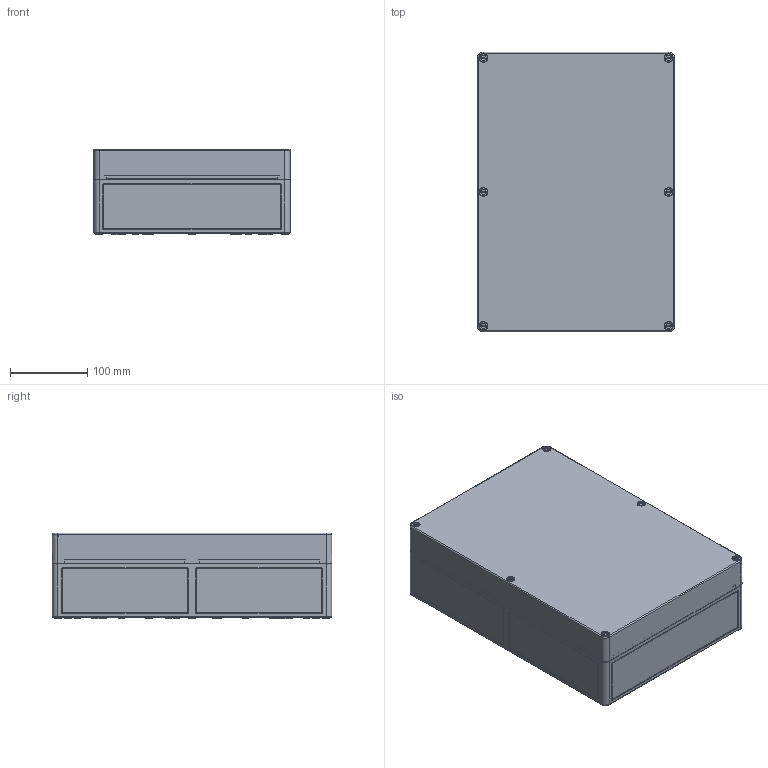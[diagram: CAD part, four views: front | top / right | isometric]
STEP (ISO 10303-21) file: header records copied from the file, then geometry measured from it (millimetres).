
FILE_DESCRIPTION( ( 'STEP AP214' ), ' ' );
FILE_NAME( '11101201.stp', '2016-03-28T15:41:42', ( '' ), ( '' ), ' ', 'PARTsolutions', ' ' );
FILE_SCHEMA( ( 'AUTOMOTIVE_DESIGN { 1 0 10303 214 1 1 1 1 }' ) );
Length unit declared in the file: millimetre
Products named in the file (4): 11101201; _Kasten_TK3625-o; _Deckel_TK3625-11-t; _Schraube_TK58mm-schwarz
Assembly tree (8 placements, depth 2):
  11101201
    _Kasten_TK3625-o
    _Deckel_TK3625-11-t
    _Schraube_TK58mm-schwarz  x6
Bounding box: 254 x 361 x 110.7 mm (x, y, z)
Volume: 1101306 mm3; surface area: 686806.4 mm2
Topology: 8 solids, 8 shells, 1449 faces, 3540 edges, 2331 vertices
Faces by surface type: plane 947, cylinder 426, cone 62, torus 14
Full cylindrical faces by diameter (mm): 2.2 x2, 3.4 x22, 5 x10, 5.8 x12, 7 x6, 8 x30, 8.376 x6, 9 x6, 10.5 x6, 10.518 x6, 14 x4, 17 x4, 19 x4
Entity records: 39646 total; most frequent: DIRECTION 5530, CARTESIAN_POINT 5387, ORIENTED_EDGE 4952, EDGE_CURVE 2476, AXIS2_PLACEMENT_3D 1988, VERTEX_POINT 1709, LINE 1554, VECTOR 1554
